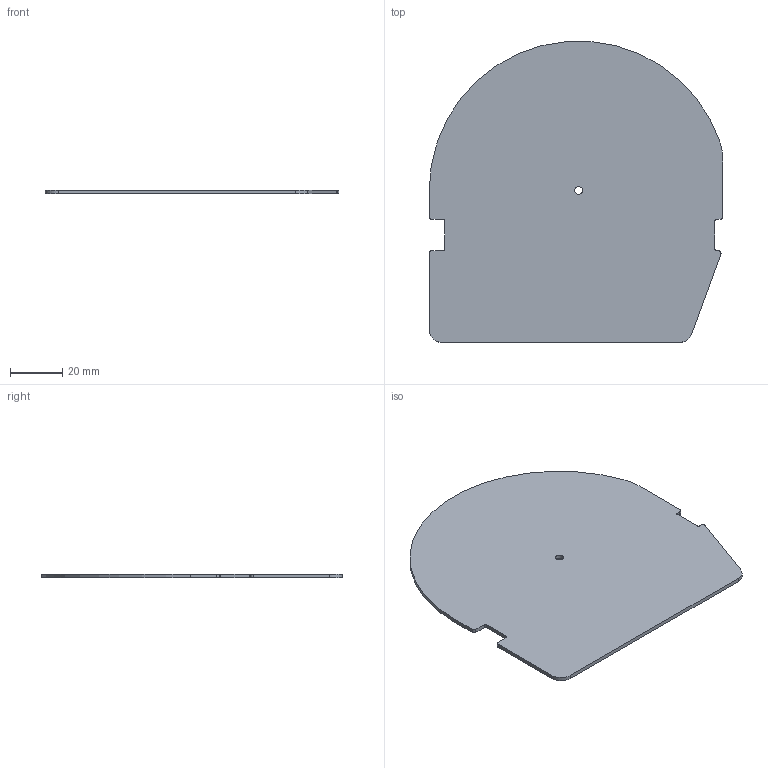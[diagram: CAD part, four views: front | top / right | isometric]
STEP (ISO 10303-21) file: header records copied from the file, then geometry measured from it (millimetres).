
FILE_DESCRIPTION(/* description */ (''),/* implementation_level */ '2;1');
FILE_NAME(/* name */ 'PT Flange Outer.stp',/* time_stamp */ '2015-09-22T15:39:39-07:00',/* author */ ('Evil Brian'),/* organization */ (''),/* preprocessor_version */ 'ST-DEVELOPER v16.1',/* originating_system */ 'Autodesk Inventor 2016',/* authorisation */ '');
FILE_SCHEMA (('AUTOMOTIVE_DESIGN { 1 0 10303 214 3 1 1 }'));
Length unit declared in the file: millimetre
Products named in the file (1): PT Flange Outer
Bounding box: 112 x 114.81 x 1.5 mm (x, y, z)
Volume: 16835.1 mm3; surface area: 23072.5 mm2
Topology: 1 solids, 1 shells, 26 faces, 72 edges, 48 vertices
Faces by surface type: cylinder 13, plane 13
Full cylindrical faces by diameter (mm): 3 x1
Entity records: 865 total; most frequent: DIRECTION 151, CARTESIAN_POINT 146, ORIENTED_EDGE 142, EDGE_CURVE 71, AXIS2_PLACEMENT_3D 53, VERTEX_POINT 48, LINE 45, VECTOR 45
